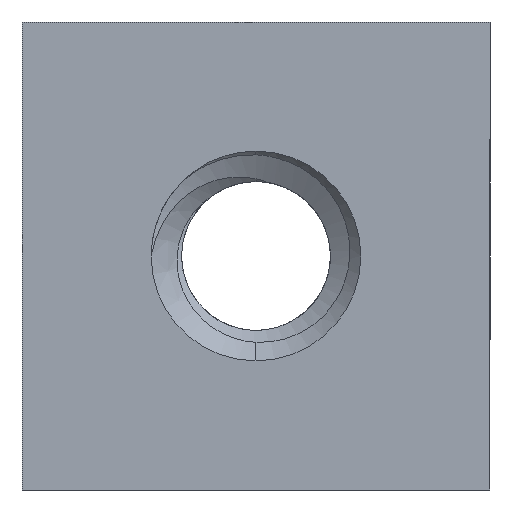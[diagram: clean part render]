
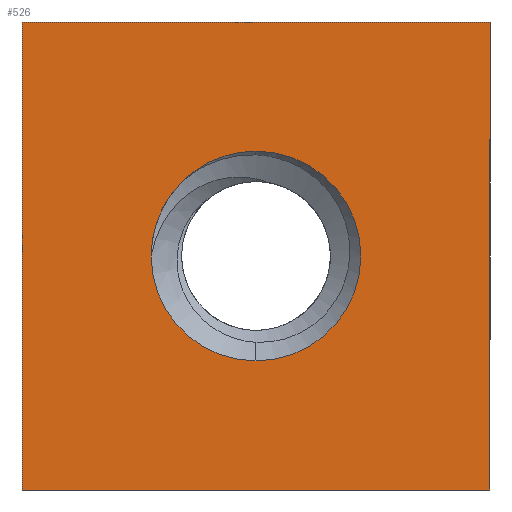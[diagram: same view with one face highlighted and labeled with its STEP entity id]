
A CAD part, front view. The second image highlights one B-rep face of the part: STEP entity #526.
In plain terms, the highlighted planar face has unit normal (0, -1, 0).
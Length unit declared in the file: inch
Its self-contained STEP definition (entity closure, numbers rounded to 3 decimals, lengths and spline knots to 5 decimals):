
#2 = EDGE_CURVE ( 'NONE', #46, #320, #342, .T. ) ;
#20 = CARTESIAN_POINT ( 'NONE',  ( 0., -0.04688, 0. ) ) ;
#46 = VERTEX_POINT ( 'NONE', #143 ) ;
#49 = VERTEX_POINT ( 'NONE', #372 ) ;
#96 = EDGE_CURVE ( 'NONE', #123, #373, #1257, .T. ) ;
#123 = VERTEX_POINT ( 'NONE', #729 ) ;
#133 = DIRECTION ( 'NONE',  ( 0., 0., 1. ) ) ;
#135 = PLANE ( 'NONE',  #1339 ) ;
#136 = EDGE_CURVE ( 'NONE', #822, #46, #779, .T. ) ;
#143 = CARTESIAN_POINT ( 'NONE',  ( 0., -0.04688, 0.056 ) ) ;
#194 = LINE ( 'NONE', #426, #998 ) ;
#231 = VECTOR ( 'NONE', #800, 39.37008 ) ;
#239 = CARTESIAN_POINT ( 'NONE',  ( 0., -0.04688, 0. ) ) ;
#249 = DIRECTION ( 'NONE',  ( 0., 0., 1. ) ) ;
#283 = AXIS2_PLACEMENT_3D ( 'NONE', #1209, #763, #533 ) ;
#289 = CIRCLE ( 'NONE', #1254, 0.056 ) ;
#320 = VERTEX_POINT ( 'NONE', #1004 ) ;
#322 = ORIENTED_EDGE ( 'NONE', *, *, #475, .F. ) ;
#324 = CIRCLE ( 'NONE', #492, 0.056 ) ;
#342 = CIRCLE ( 'NONE', #1001, 0.056 ) ;
#345 = DIRECTION ( 'NONE',  ( 0., 1., 0. ) ) ;
#360 = DIRECTION ( 'NONE',  ( 0., 1., 0. ) ) ;
#365 = CARTESIAN_POINT ( 'NONE',  ( -0.125, -0.04688, 0.125 ) ) ;
#371 = LINE ( 'NONE', #1275, #231 ) ;
#372 = CARTESIAN_POINT ( 'NONE',  ( -0.056, -0.04688, 0. ) ) ;
#373 = VERTEX_POINT ( 'NONE', #1033 ) ;
#399 = CARTESIAN_POINT ( 'NONE',  ( -0.03924, -0.04687, 0.03996 ) ) ;
#400 = EDGE_CURVE ( 'NONE', #49, #822, #289, .T. ) ;
#426 = CARTESIAN_POINT ( 'NONE',  ( 0.125, -0.04688, -0.125 ) ) ;
#445 = EDGE_LOOP ( 'NONE', ( #1349, #556, #914, #1381 ) ) ;
#475 = EDGE_CURVE ( 'NONE', #488, #817, #371, .T. ) ;
#488 = VERTEX_POINT ( 'NONE', #598 ) ;
#490 = CARTESIAN_POINT ( 'NONE',  ( 0., -0.04688, 0. ) ) ;
#492 = AXIS2_PLACEMENT_3D ( 'NONE', #490, #1272, #133 ) ;
#526 = ADVANCED_FACE ( 'NONE', ( #592, #963 ), #135, .F. ) ;
#533 = DIRECTION ( 'NONE',  ( 0., 0., 1. ) ) ;
#543 = CARTESIAN_POINT ( 'NONE',  ( -0.125, -0.04688, -0.125 ) ) ;
#556 = ORIENTED_EDGE ( 'NONE', *, *, #2, .T. ) ;
#592 = FACE_OUTER_BOUND ( 'NONE', #659, .T. ) ;
#598 = CARTESIAN_POINT ( 'NONE',  ( -0.125, -0.04688, 0.125 ) ) ;
#629 = CARTESIAN_POINT ( 'NONE',  ( -0.125, -0.04688, -0.125 ) ) ;
#631 = LINE ( 'NONE', #543, #742 ) ;
#659 = EDGE_LOOP ( 'NONE', ( #960, #848, #942, #322 ) ) ;
#666 = VECTOR ( 'NONE', #1438, 39.37008 ) ;
#729 = CARTESIAN_POINT ( 'NONE',  ( 0.125, -0.04688, -0.125 ) ) ;
#742 = VECTOR ( 'NONE', #1465, 39.37008 ) ;
#763 = DIRECTION ( 'NONE',  ( 0., 1., 0. ) ) ;
#779 = CIRCLE ( 'NONE', #283, 0.056 ) ;
#798 = EDGE_CURVE ( 'NONE', #373, #488, #631, .T. ) ;
#800 = DIRECTION ( 'NONE',  ( 1., 0., 0. ) ) ;
#817 = VERTEX_POINT ( 'NONE', #1472 ) ;
#822 = VERTEX_POINT ( 'NONE', #399 ) ;
#848 = ORIENTED_EDGE ( 'NONE', *, *, #96, .F. ) ;
#914 = ORIENTED_EDGE ( 'NONE', *, *, #1326, .T. ) ;
#925 = DIRECTION ( 'NONE',  ( 0., 0., 1. ) ) ;
#942 = ORIENTED_EDGE ( 'NONE', *, *, #1279, .F. ) ;
#960 = ORIENTED_EDGE ( 'NONE', *, *, #798, .F. ) ;
#963 = FACE_BOUND ( 'NONE', #445, .T. ) ;
#998 = VECTOR ( 'NONE', #1227, 39.37008 ) ;
#1001 = AXIS2_PLACEMENT_3D ( 'NONE', #20, #360, #1160 ) ;
#1004 = CARTESIAN_POINT ( 'NONE',  ( 0., -0.04688, -0.056 ) ) ;
#1033 = CARTESIAN_POINT ( 'NONE',  ( -0.125, -0.04688, -0.125 ) ) ;
#1160 = DIRECTION ( 'NONE',  ( 0., 0., 1. ) ) ;
#1169 = DIRECTION ( 'NONE',  ( 0., 1., 0. ) ) ;
#1209 = CARTESIAN_POINT ( 'NONE',  ( 0., -0.04688, 0. ) ) ;
#1227 = DIRECTION ( 'NONE',  ( 0., 0., -1. ) ) ;
#1254 = AXIS2_PLACEMENT_3D ( 'NONE', #239, #345, #925 ) ;
#1257 = LINE ( 'NONE', #629, #666 ) ;
#1272 = DIRECTION ( 'NONE',  ( 0., 1., 0. ) ) ;
#1275 = CARTESIAN_POINT ( 'NONE',  ( -0.125, -0.04688, 0.125 ) ) ;
#1279 = EDGE_CURVE ( 'NONE', #817, #123, #194, .T. ) ;
#1326 = EDGE_CURVE ( 'NONE', #320, #49, #324, .T. ) ;
#1339 = AXIS2_PLACEMENT_3D ( 'NONE', #365, #1169, #249 ) ;
#1349 = ORIENTED_EDGE ( 'NONE', *, *, #136, .T. ) ;
#1381 = ORIENTED_EDGE ( 'NONE', *, *, #400, .T. ) ;
#1438 = DIRECTION ( 'NONE',  ( -1., 0., 0. ) ) ;
#1465 = DIRECTION ( 'NONE',  ( 0., 0., 1. ) ) ;
#1472 = CARTESIAN_POINT ( 'NONE',  ( 0.125, -0.04688, 0.125 ) ) ;
